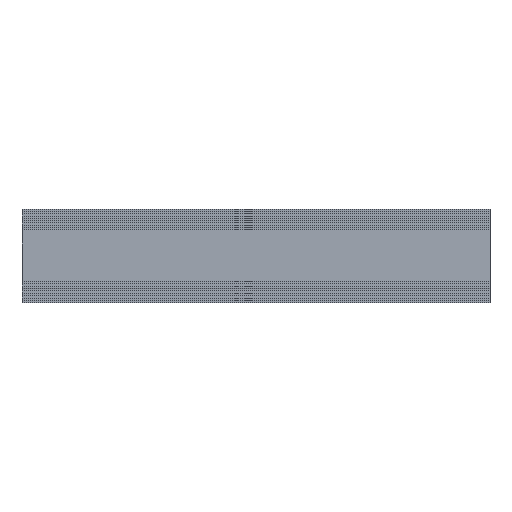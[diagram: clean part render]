
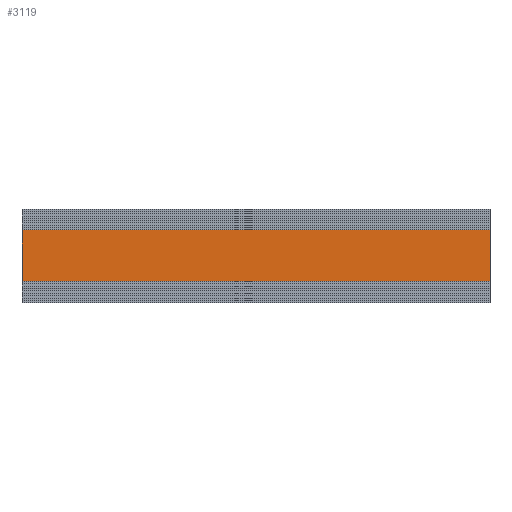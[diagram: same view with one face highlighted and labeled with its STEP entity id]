
A CAD part, top view. The second image highlights one B-rep face of the part: STEP entity #3119.
In plain terms, the highlighted planar face has unit normal (0, 0, 1).
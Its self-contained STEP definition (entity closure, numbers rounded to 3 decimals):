
#32 = PLANE('',#33);
#33 = AXIS2_PLACEMENT_3D('',#34,#35,#36);
#34 = CARTESIAN_POINT('',(-500.,-100.,-25.));
#35 = DIRECTION('',(1.,0.,0.));
#36 = DIRECTION('',(0.,0.,1.));
#589 = VERTEX_POINT('',#590);
#590 = CARTESIAN_POINT('',(-500.,55.,475.));
#604 = PLANE('',#605);
#605 = AXIS2_PLACEMENT_3D('',#606,#607,#608);
#606 = CARTESIAN_POINT('',(-500.,55.,425.));
#607 = DIRECTION('',(0.,1.,0.));
#608 = DIRECTION('',(0.,0.,1.));
#616 = EDGE_CURVE('',#617,#589,#619,.T.);
#617 = VERTEX_POINT('',#618);
#618 = CARTESIAN_POINT('',(-500.,-55.,475.));
#619 = SURFACE_CURVE('',#620,(#624,#631),.PCURVE_S1.);
#620 = LINE('',#621,#622);
#621 = CARTESIAN_POINT('',(-500.,-55.,475.));
#622 = VECTOR('',#623,1.);
#623 = DIRECTION('',(0.,1.,0.));
#624 = PCURVE('',#32,#625);
#625 = DEFINITIONAL_REPRESENTATION('',(#626),#630);
#626 = LINE('',#627,#628);
#627 = CARTESIAN_POINT('',(500.,-45.));
#628 = VECTOR('',#629,1.);
#629 = DIRECTION('',(0.,-1.));
#630 = ( GEOMETRIC_REPRESENTATION_CONTEXT(2) 
PARAMETRIC_REPRESENTATION_CONTEXT() REPRESENTATION_CONTEXT('2D SPACE',''
  ) );
#631 = PCURVE('',#632,#637);
#632 = PLANE('',#633);
#633 = AXIS2_PLACEMENT_3D('',#634,#635,#636);
#634 = CARTESIAN_POINT('',(-500.,-55.,475.));
#635 = DIRECTION('',(0.,0.,1.));
#636 = DIRECTION('',(1.,0.,0.));
#637 = DEFINITIONAL_REPRESENTATION('',(#638),#642);
#638 = LINE('',#639,#640);
#639 = CARTESIAN_POINT('',(0.,0.));
#640 = VECTOR('',#641,1.);
#641 = DIRECTION('',(0.,1.));
#642 = ( GEOMETRIC_REPRESENTATION_CONTEXT(2) 
PARAMETRIC_REPRESENTATION_CONTEXT() REPRESENTATION_CONTEXT('2D SPACE',''
  ) );
#660 = PLANE('',#661);
#661 = AXIS2_PLACEMENT_3D('',#662,#663,#664);
#662 = CARTESIAN_POINT('',(-500.,-55.,425.));
#663 = DIRECTION('',(0.,1.,0.));
#664 = DIRECTION('',(0.,0.,1.));
#1210 = PLANE('',#1211);
#1211 = AXIS2_PLACEMENT_3D('',#1212,#1213,#1214);
#1212 = CARTESIAN_POINT('',(500.,-100.,-25.));
#1213 = DIRECTION('',(1.,0.,0.));
#1214 = DIRECTION('',(0.,0.,1.));
#3010 = VERTEX_POINT('',#3011);
#3011 = CARTESIAN_POINT('',(500.,55.,475.));
#3032 = EDGE_CURVE('',#3033,#3010,#3035,.T.);
#3033 = VERTEX_POINT('',#3034);
#3034 = CARTESIAN_POINT('',(500.,-55.,475.));
#3035 = SURFACE_CURVE('',#3036,(#3040,#3047),.PCURVE_S1.);
#3036 = LINE('',#3037,#3038);
#3037 = CARTESIAN_POINT('',(500.,-55.,475.));
#3038 = VECTOR('',#3039,1.);
#3039 = DIRECTION('',(0.,1.,0.));
#3040 = PCURVE('',#1210,#3041);
#3041 = DEFINITIONAL_REPRESENTATION('',(#3042),#3046);
#3042 = LINE('',#3043,#3044);
#3043 = CARTESIAN_POINT('',(500.,-45.));
#3044 = VECTOR('',#3045,1.);
#3045 = DIRECTION('',(0.,-1.));
#3046 = ( GEOMETRIC_REPRESENTATION_CONTEXT(2) 
PARAMETRIC_REPRESENTATION_CONTEXT() REPRESENTATION_CONTEXT('2D SPACE',''
  ) );
#3047 = PCURVE('',#632,#3048);
#3048 = DEFINITIONAL_REPRESENTATION('',(#3049),#3053);
#3049 = LINE('',#3050,#3051);
#3050 = CARTESIAN_POINT('',(1000.,0.));
#3051 = VECTOR('',#3052,1.);
#3052 = DIRECTION('',(0.,1.));
#3053 = ( GEOMETRIC_REPRESENTATION_CONTEXT(2) 
PARAMETRIC_REPRESENTATION_CONTEXT() REPRESENTATION_CONTEXT('2D SPACE',''
  ) );
#3098 = EDGE_CURVE('',#617,#3033,#3099,.T.);
#3099 = SURFACE_CURVE('',#3100,(#3104,#3111),.PCURVE_S1.);
#3100 = LINE('',#3101,#3102);
#3101 = CARTESIAN_POINT('',(-500.,-55.,475.));
#3102 = VECTOR('',#3103,1.);
#3103 = DIRECTION('',(1.,0.,0.));
#3104 = PCURVE('',#660,#3105);
#3105 = DEFINITIONAL_REPRESENTATION('',(#3106),#3110);
#3106 = LINE('',#3107,#3108);
#3107 = CARTESIAN_POINT('',(50.,0.));
#3108 = VECTOR('',#3109,1.);
#3109 = DIRECTION('',(0.,1.));
#3110 = ( GEOMETRIC_REPRESENTATION_CONTEXT(2) 
PARAMETRIC_REPRESENTATION_CONTEXT() REPRESENTATION_CONTEXT('2D SPACE',''
  ) );
#3111 = PCURVE('',#632,#3112);
#3112 = DEFINITIONAL_REPRESENTATION('',(#3113),#3117);
#3113 = LINE('',#3114,#3115);
#3114 = CARTESIAN_POINT('',(0.,0.));
#3115 = VECTOR('',#3116,1.);
#3116 = DIRECTION('',(1.,0.));
#3117 = ( GEOMETRIC_REPRESENTATION_CONTEXT(2) 
PARAMETRIC_REPRESENTATION_CONTEXT() REPRESENTATION_CONTEXT('2D SPACE',''
  ) );
#3119 = ADVANCED_FACE('',(#3120),#632,.T.);
#3120 = FACE_BOUND('',#3121,.T.);
#3121 = EDGE_LOOP('',(#3122,#3123,#3124,#3125));
#3122 = ORIENTED_EDGE('',*,*,#616,.F.);
#3123 = ORIENTED_EDGE('',*,*,#3098,.T.);
#3124 = ORIENTED_EDGE('',*,*,#3032,.T.);
#3125 = ORIENTED_EDGE('',*,*,#3126,.F.);
#3126 = EDGE_CURVE('',#589,#3010,#3127,.T.);
#3127 = SURFACE_CURVE('',#3128,(#3132,#3139),.PCURVE_S1.);
#3128 = LINE('',#3129,#3130);
#3129 = CARTESIAN_POINT('',(-500.,55.,475.));
#3130 = VECTOR('',#3131,1.);
#3131 = DIRECTION('',(1.,0.,0.));
#3132 = PCURVE('',#632,#3133);
#3133 = DEFINITIONAL_REPRESENTATION('',(#3134),#3138);
#3134 = LINE('',#3135,#3136);
#3135 = CARTESIAN_POINT('',(0.,110.));
#3136 = VECTOR('',#3137,1.);
#3137 = DIRECTION('',(1.,0.));
#3138 = ( GEOMETRIC_REPRESENTATION_CONTEXT(2) 
PARAMETRIC_REPRESENTATION_CONTEXT() REPRESENTATION_CONTEXT('2D SPACE',''
  ) );
#3139 = PCURVE('',#604,#3140);
#3140 = DEFINITIONAL_REPRESENTATION('',(#3141),#3145);
#3141 = LINE('',#3142,#3143);
#3142 = CARTESIAN_POINT('',(50.,0.));
#3143 = VECTOR('',#3144,1.);
#3144 = DIRECTION('',(0.,1.));
#3145 = ( GEOMETRIC_REPRESENTATION_CONTEXT(2) 
PARAMETRIC_REPRESENTATION_CONTEXT() REPRESENTATION_CONTEXT('2D SPACE',''
  ) );
